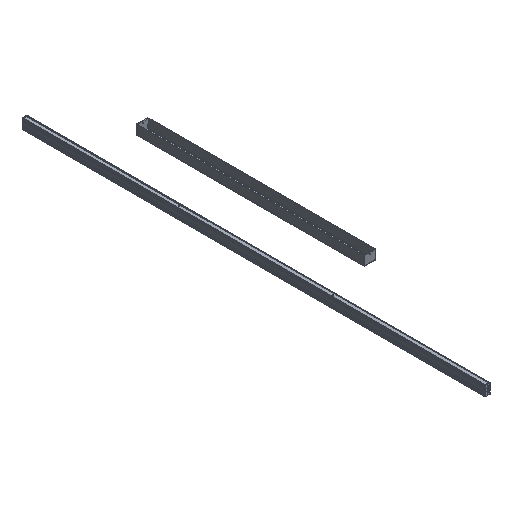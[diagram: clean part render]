
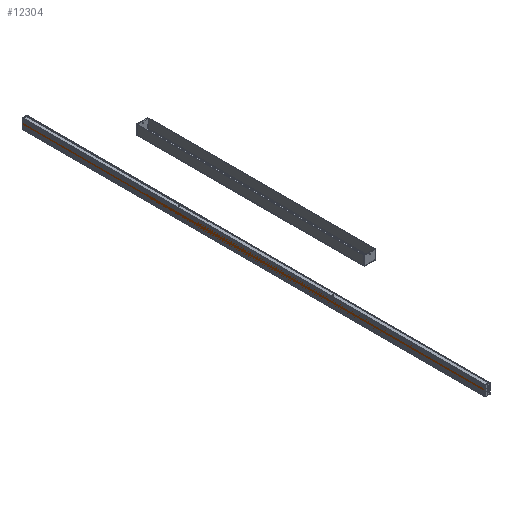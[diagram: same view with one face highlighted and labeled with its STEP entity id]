
A CAD part, isometric view. The second image highlights one B-rep face of the part: STEP entity #12304.
In plain terms, the highlighted planar face has unit normal (-1, 0, 0).
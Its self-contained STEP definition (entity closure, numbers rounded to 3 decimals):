
#477=PLANE('',#13391);
#1070=FACE_OUTER_BOUND('',#1729,.T.);
#1729=EDGE_LOOP('',(#10724,#10725,#10726,#10727));
#2518=LINE('',#18989,#3783);
#2842=LINE('',#20668,#4107);
#2917=LINE('',#20838,#4182);
#2919=LINE('',#20841,#4184);
#3783=VECTOR('',#15268,10.);
#4107=VECTOR('',#16256,10.);
#4182=VECTOR('',#16477,10.);
#4184=VECTOR('',#16481,10.);
#5412=VERTEX_POINT('',#18986);
#5413=VERTEX_POINT('',#18988);
#5795=VERTEX_POINT('',#20665);
#5796=VERTEX_POINT('',#20667);
#6870=EDGE_CURVE('',#5412,#5413,#2518,.T.);
#7431=EDGE_CURVE('',#5795,#5796,#2842,.T.);
#7519=EDGE_CURVE('',#5413,#5795,#2917,.T.);
#7521=EDGE_CURVE('',#5796,#5412,#2919,.T.);
#10724=ORIENTED_EDGE('',*,*,#7519,.F.);
#10725=ORIENTED_EDGE('',*,*,#6870,.F.);
#10726=ORIENTED_EDGE('',*,*,#7521,.F.);
#10727=ORIENTED_EDGE('',*,*,#7431,.F.);
#12304=ADVANCED_FACE('',(#1070),#477,.T.);
#13391=AXIS2_PLACEMENT_3D('',#20840,#16479,#16480);
#15268=DIRECTION('',(0.,0.,-1.));
#16256=DIRECTION('',(0.,0.,1.));
#16477=DIRECTION('',(0.,1.,0.));
#16479=DIRECTION('center_axis',(-1.,0.,0.));
#16480=DIRECTION('ref_axis',(0.,0.,
-1.));
#16481=DIRECTION('',(0.,-1.,0.));
#18986=CARTESIAN_POINT('',(-8.25,-811.5,-182.7));
#18988=CARTESIAN_POINT('',(-8.25,-811.5,-217.3));
#18989=CARTESIAN_POINT('',(-8.25,-811.5,-182.5));
#20665=CARTESIAN_POINT('',(-8.25,811.5,-217.3));
#20667=CARTESIAN_POINT('',(-8.25,811.5,-182.7));
#20668=CARTESIAN_POINT('',(-8.25,811.5,-182.5));
#20838=CARTESIAN_POINT('',(-8.25,0.,-217.3));
#20840=CARTESIAN_POINT('Origin',(-8.25,0.,
-182.5));
#20841=CARTESIAN_POINT('',(-8.25,0.,-182.7));
